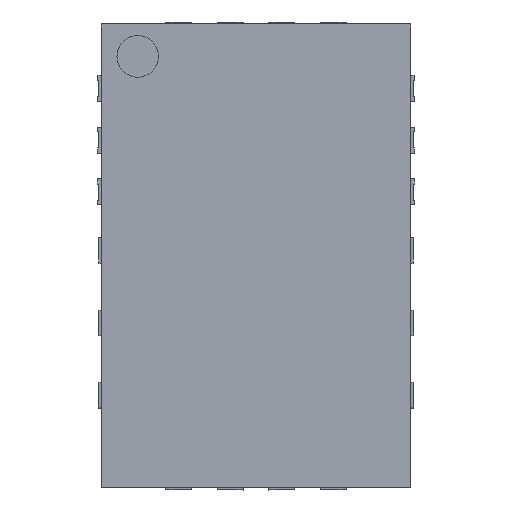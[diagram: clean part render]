
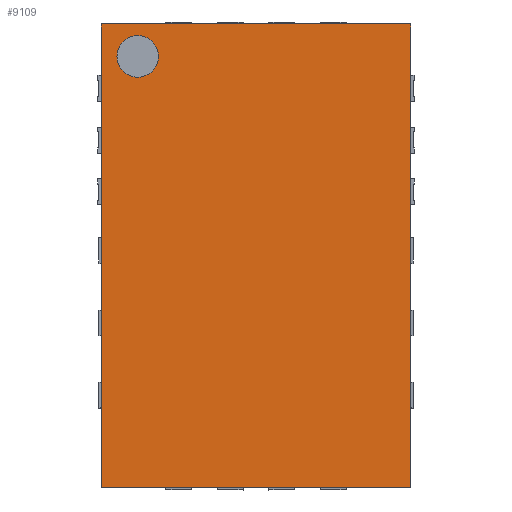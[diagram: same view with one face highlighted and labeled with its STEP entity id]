
A CAD part, top view. The second image highlights one B-rep face of the part: STEP entity #9109.
In plain terms, the highlighted planar face has unit normal (0, 0, 1).
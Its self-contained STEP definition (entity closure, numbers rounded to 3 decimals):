
#187=CIRCLE('',#9540,0.202);
#813=ORIENTED_EDGE('',*,*,#2758,.T.);
#814=ORIENTED_EDGE('',*,*,#2559,.T.);
#815=ORIENTED_EDGE('',*,*,#2310,.T.);
#816=ORIENTED_EDGE('',*,*,#2509,.T.);
#817=ORIENTED_EDGE('',*,*,#2419,.T.);
#2310=EDGE_CURVE('',#3326,#3325,#4001,.T.);
#2419=EDGE_CURVE('',#3430,#3429,#4098,.T.);
#2509=EDGE_CURVE('',#3325,#3430,#4176,.T.);
#2559=EDGE_CURVE('',#3429,#3326,#4218,.T.);
#2758=EDGE_CURVE('',#3710,#3710,#187,.T.);
#3325=VERTEX_POINT('',#11783);
#3326=VERTEX_POINT('',#11785);
#3429=VERTEX_POINT('',#12008);
#3430=VERTEX_POINT('',#12010);
#3710=VERTEX_POINT('',#12687);
#4001=LINE('',#11784,#4848);
#4098=LINE('',#12009,#4945);
#4176=LINE('',#12195,#5023);
#4218=LINE('',#12298,#5065);
#4848=VECTOR('',#9909,1000.);
#4945=VECTOR('',#10054,1000.);
#5023=VECTOR('',#10182,1000.);
#5065=VECTOR('',#10258,1000.);
#5756=EDGE_LOOP('',(#813));
#5757=EDGE_LOOP('',(#814,#815,#816,#817));
#6101=FACE_BOUND('',#5756,.T.);
#6102=FACE_BOUND('',#5757,.T.);
#6446=PLANE('',#9539);
#9109=ADVANCED_FACE('',(#6101,#6102),#6446,.T.);
#9539=AXIS2_PLACEMENT_3D('',#12685,#10577,#10578);
#9540=AXIS2_PLACEMENT_3D('',#12686,#10579,#10580);
#9909=DIRECTION('',(0.,1.,0.));
#10054=DIRECTION('',(0.,-1.,0.));
#10182=DIRECTION('',(-1.,0.,0.));
#10258=DIRECTION('',(1.,0.,0.));
#10577=DIRECTION('',(0.,0.,1.));
#10578=DIRECTION('',(1.,0.,0.));
#10579=DIRECTION('',(0.,0.,-1.));
#10580=DIRECTION('',(1.,0.,0.));
#11783=CARTESIAN_POINT('',(1.5,2.25,0.95));
#11784=CARTESIAN_POINT('',(1.5,-2.25,0.95));
#11785=CARTESIAN_POINT('',(1.5,-2.25,0.95));
#12008=CARTESIAN_POINT('',(-1.5,-2.25,0.95));
#12009=CARTESIAN_POINT('',(-1.5,2.25,0.95));
#12010=CARTESIAN_POINT('',(-1.5,2.25,0.95));
#12195=CARTESIAN_POINT('',(1.5,2.25,0.95));
#12298=CARTESIAN_POINT('',(-1.5,-2.25,0.95));
#12685=CARTESIAN_POINT('',(0.,0.,0.95));
#12686=CARTESIAN_POINT('',(-1.148,1.935,0.95));
#12687=CARTESIAN_POINT('',(-0.946,1.935,0.95));
